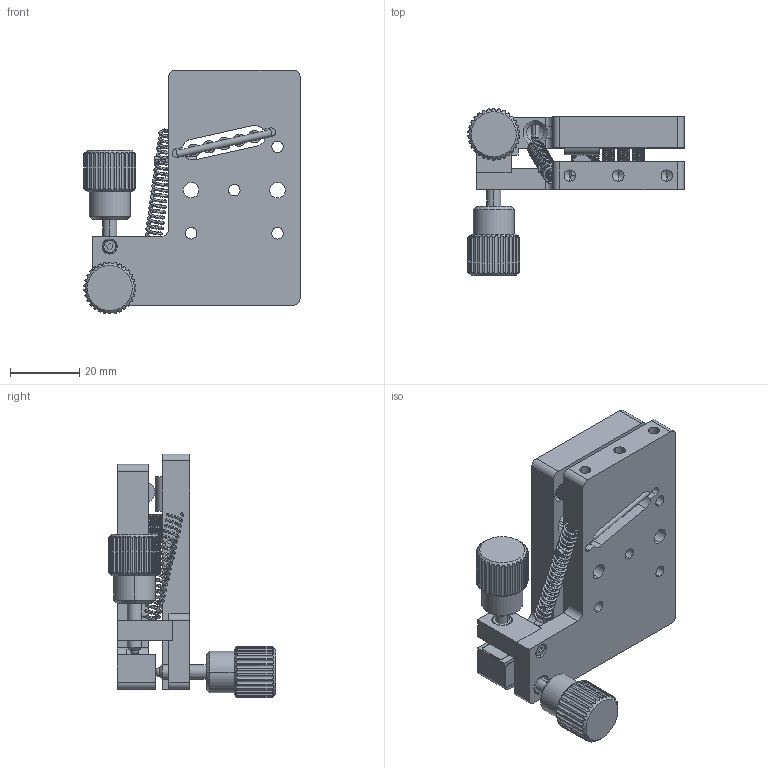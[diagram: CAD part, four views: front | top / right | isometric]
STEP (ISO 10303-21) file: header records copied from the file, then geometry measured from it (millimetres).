
FILE_DESCRIPTION (( 'STEP AP203' ), '1' );
FILE_NAME ('55TRP-1RM.STEP', '2016-04-29T03:45:49', ( '' ), ( '' ), 'SwSTEP 2.0', 'SolidWorks 2016', '' );
FILE_SCHEMA (( 'CONFIG_CONTROL_DESIGN' ));
Length unit declared in the file: millimetre
Products named in the file (1): 55TRP-1RM
Bounding box: 62.48 x 48.3 x 70.5 mm (x, y, z)
Volume: 49439.3 mm3; surface area: 26196.7 mm2
Topology: 25 solids, 25 shells, 519 faces, 1313 edges, 845 vertices
Faces by surface type: cylinder 304, plane 136, cone 60, bspline 13, sphere 6
Entity records: 32180 total; most frequent: CARTESIAN_POINT 19636, DIRECTION 2616, ORIENTED_EDGE 2594, EDGE_CURVE 1297, AXIS2_PLACEMENT_3D 1023, VERTEX_POINT 841, EDGE_LOOP 584, VECTOR 570
